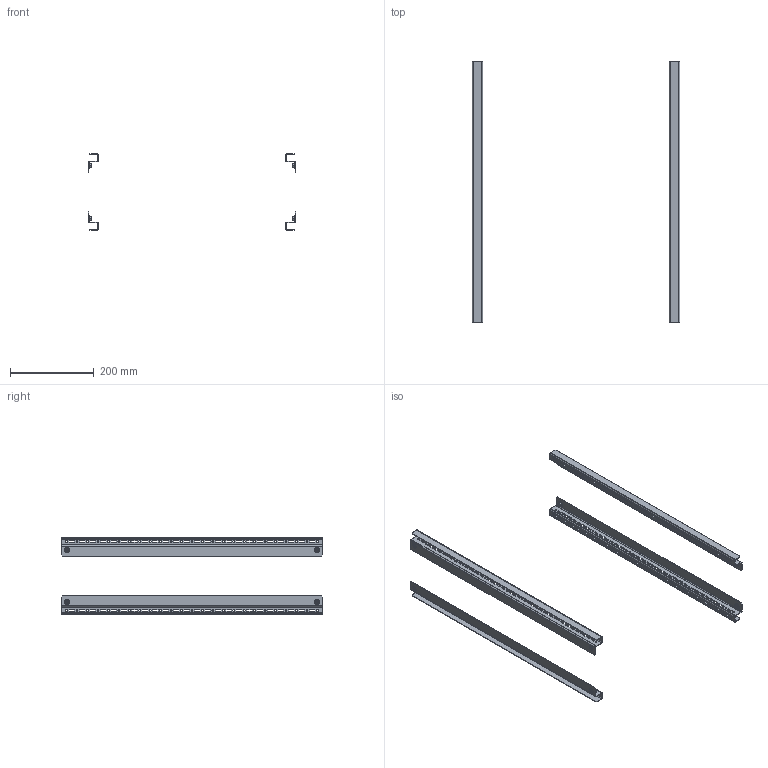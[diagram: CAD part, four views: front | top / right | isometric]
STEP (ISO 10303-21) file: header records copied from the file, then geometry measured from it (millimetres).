
FILE_DESCRIPTION (( 'STEP AP203' ), '1' );
FILE_NAME ('U0543700502 Êîìïëåêò ñòîåê äëÿ âíóòðåííåãî ìîíòàæà UC2_UC2M 70.00 (4øò) (000.801.048-02).STEP', '2022-04-29T05:36:46', ( '' ), ( '' ), 'SwSTEP 2.0', 'SolidWorks 2017', '' );
FILE_SCHEMA (( 'CONFIG_CONTROL_DESIGN' ));
Length unit declared in the file: millimetre
Products named in the file (3): 054-113 栺鍣罻_02 (70); hex flange nut_din_Hexagon Flange Nut DIN 6923 - M6 - N; U0543700502 Êîìïëåêò ñòîåê äëÿ âíóòðåííåãî ìîíòàæà UC2_UC2M 70.00 (4øò) (000.801.048-02)
Assembly tree (12 placements, depth 2):
  U0543700502 Êîìïëåêò ñòîåê äëÿ âíóòðåííåãî ìîíòàæà UC2_UC2M 70.00 (4øò) (000.801.048-02)
    054-113 栺鍣罻_02 (70)  x4
    hex flange nut_din_Hexagon Flange Nut DIN 6923 - M6 - N  x8
Bounding box: 497.2 x 626 x 183 mm (x, y, z)
Volume: 298456.4 mm3; surface area: 419606.2 mm2
Topology: 12 solids, 12 shells, 1576 faces, 4400 edges, 2848 vertices
Faces by surface type: plane 944, cylinder 472, cone 96, bspline 48, torus 16
Entity records: 12929 total; most frequent: CARTESIAN_POINT 2363, ORIENTED_EDGE 2060, DIRECTION 1982, EDGE_CURVE 1030, LINE 756, VECTOR 756, VERTEX_POINT 672, AXIS2_PLACEMENT_3D 613
